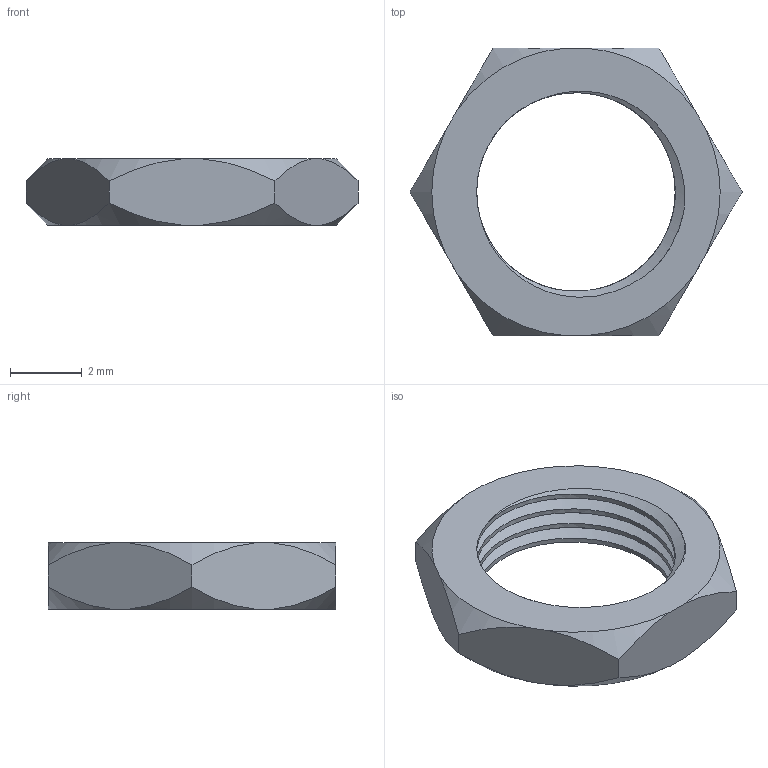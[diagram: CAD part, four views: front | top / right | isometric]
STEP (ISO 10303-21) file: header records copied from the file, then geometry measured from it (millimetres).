
FILE_DESCRIPTION(/* description */ (''),/* implementation_level */ '2;1');
FILE_NAME(/* name */ 'SMA_connector_part_2 v1.step',/* time_stamp */ '2023-07-05T08:14:00+03:00',/* author */ (''),/* organization */ (''),/* preprocessor_version */ 'ST-DEVELOPER v19.2',/* originating_system */ 'Autodesk Translation Framework v12.6.0.85',/* authorisation */ '');
FILE_SCHEMA (('AUTOMOTIVE_DESIGN { 1 0 10303 214 3 1 1 }'));
Length unit declared in the file: millimetre
Products named in the file (1): SMA_connector_part_2
Bounding box: 9.24 x 8 x 1.84 mm (x, y, z)
Volume: 52.2 mm3; surface area: 157.7 mm2
Topology: 1 solids, 1 shells, 32 faces, 90 edges, 60 vertices
Faces by surface type: cone 12, cylinder 10, plane 8, bspline 2
Full cylindrical faces by diameter (mm): 5.529 x2, 6.092 x1
Entity records: 1830 total; most frequent: CARTESIAN_POINT 1062, ORIENTED_EDGE 180, DIRECTION 122, EDGE_CURVE 90, VERTEX_POINT 60, AXIS2_PLACEMENT_3D 48, EDGE_LOOP 34, FACE_OUTER_BOUND 32
